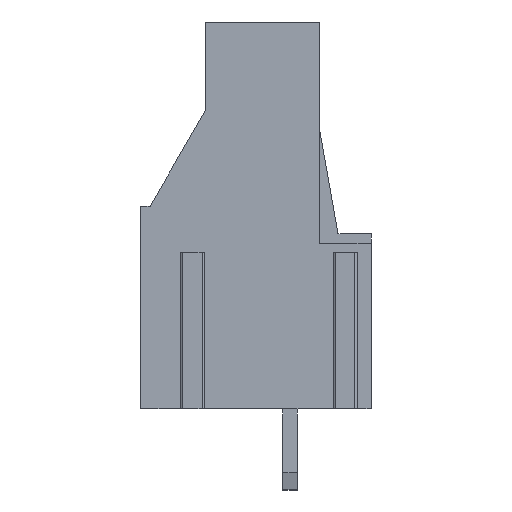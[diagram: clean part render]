
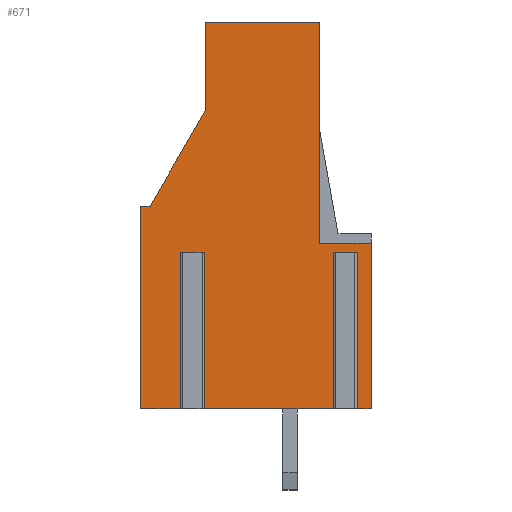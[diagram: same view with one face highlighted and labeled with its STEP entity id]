
A CAD part, front view. The second image highlights one B-rep face of the part: STEP entity #671.
In plain terms, the highlighted planar face has unit normal (0, -1, 0).
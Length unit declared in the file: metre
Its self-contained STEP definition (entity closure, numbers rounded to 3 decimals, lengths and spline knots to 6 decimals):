
#671=ADVANCED_FACE('',(#1357),#1358,.F.);
#1357=FACE_OUTER_BOUND('',#2039,.T.);
#1358=PLANE('',#2040);
#2039=EDGE_LOOP('',(#4082,#4083,#4084,#4085,#4086,#4087,#4088,#4089,#4090,#4091,#4092,#4093,#4094,#4095,#4096,#4097,#4098));
#2040=AXIS2_PLACEMENT_3D('',#4099,#4100,#4101);
#4082=ORIENTED_EDGE('',*,*,#4754,.F.);
#4083=ORIENTED_EDGE('',*,*,#4470,.F.);
#4084=ORIENTED_EDGE('',*,*,#4473,.F.);
#4085=ORIENTED_EDGE('',*,*,#4454,.F.);
#4086=ORIENTED_EDGE('',*,*,#4932,.F.);
#4087=ORIENTED_EDGE('',*,*,#4897,.F.);
#4088=ORIENTED_EDGE('',*,*,#4944,.T.);
#4089=ORIENTED_EDGE('',*,*,#4446,.F.);
#4090=ORIENTED_EDGE('',*,*,#4609,.F.);
#4091=ORIENTED_EDGE('',*,*,#4893,.F.);
#4092=ORIENTED_EDGE('',*,*,#4611,.T.);
#4093=ORIENTED_EDGE('',*,*,#4438,.F.);
#4094=ORIENTED_EDGE('',*,*,#4484,.F.);
#4095=ORIENTED_EDGE('',*,*,#4636,.F.);
#4096=ORIENTED_EDGE('',*,*,#4757,.F.);
#4097=ORIENTED_EDGE('',*,*,#4762,.F.);
#4098=ORIENTED_EDGE('',*,*,#4466,.F.);
#4099=CARTESIAN_POINT('',(0.379102,0.057782,0.1561));
#4100=DIRECTION('',(0.,1.0,0.));
#4101=DIRECTION('',(-1.0,0.,0.));
#4438=EDGE_CURVE('',#5422,#5424,#5425,.T.);
#4446=EDGE_CURVE('',#5438,#5440,#5441,.T.);
#4454=EDGE_CURVE('',#5454,#5456,#5457,.T.);
#4466=EDGE_CURVE('',#5476,#5478,#5479,.T.);
#4470=EDGE_CURVE('',#5482,#5484,#5485,.T.);
#4473=EDGE_CURVE('',#5456,#5482,#5488,.T.);
#4484=EDGE_CURVE('',#5506,#5422,#5508,.T.);
#4609=EDGE_CURVE('',#5678,#5438,#5680,.T.);
#4611=EDGE_CURVE('',#5682,#5424,#5683,.T.);
#4636=EDGE_CURVE('',#5721,#5506,#5723,.T.);
#4754=EDGE_CURVE('',#5484,#5476,#5897,.T.);
#4757=EDGE_CURVE('',#5899,#5721,#5901,.T.);
#4762=EDGE_CURVE('',#5478,#5899,#5908,.T.);
#4893=EDGE_CURVE('',#5682,#5678,#6090,.T.);
#4897=EDGE_CURVE('',#6094,#6096,#6097,.T.);
#4932=EDGE_CURVE('',#6096,#5454,#6147,.T.);
#4944=EDGE_CURVE('',#6094,#5440,#6159,.T.);
#5422=VERTEX_POINT('',#6857);
#5424=VERTEX_POINT('',#6860);
#5425=LINE('',#6861,#6862);
#5438=VERTEX_POINT('',#6878);
#5440=VERTEX_POINT('',#6880);
#5441=LINE('',#6881,#6882);
#5454=VERTEX_POINT('',#6898);
#5456=VERTEX_POINT('',#6900);
#5457=LINE('',#6901,#6902);
#5476=VERTEX_POINT('',#6930);
#5478=VERTEX_POINT('',#6933);
#5479=LINE('',#6934,#6935);
#5482=VERTEX_POINT('',#6939);
#5484=VERTEX_POINT('',#6942);
#5485=LINE('',#6943,#6944);
#5488=LINE('',#6948,#6949);
#5506=VERTEX_POINT('',#6975);
#5508=LINE('',#6978,#6979);
#5678=VERTEX_POINT('',#7216);
#5680=LINE('',#7218,#7219);
#5682=VERTEX_POINT('',#7221);
#5683=LINE('',#7222,#7223);
#5721=VERTEX_POINT('',#7278);
#5723=LINE('',#7281,#7282);
#5897=LINE('',#7531,#7532);
#5899=VERTEX_POINT('',#7534);
#5901=LINE('',#7537,#7538);
#5908=LINE('',#7548,#7549);
#6090=LINE('',#7803,#7804);
#6094=VERTEX_POINT('',#7809);
#6096=VERTEX_POINT('',#7811);
#6097=LINE('',#7812,#7813);
#6147=LINE('',#7883,#7884);
#6159=LINE('',#7901,#7902);
#6857=CARTESIAN_POINT('',(0.263454,0.057782,-0.02079));
#6860=CARTESIAN_POINT('',(0.262609,0.057782,-0.02079));
#6861=CARTESIAN_POINT('',(0.250954,0.057782,-0.02079));
#6862=VECTOR('',#8211,1.0);
#6878=CARTESIAN_POINT('',(0.261499,0.057782,-0.02079));
#6880=CARTESIAN_POINT('',(0.254309,0.057782,-0.02079));
#6881=CARTESIAN_POINT('',(0.250954,0.057782,-0.02079));
#6882=VECTOR('',#8227,1.0);
#6898=CARTESIAN_POINT('',(0.253199,0.057782,-0.02079));
#6900=CARTESIAN_POINT('',(0.250954,0.057782,-0.02079));
#6901=CARTESIAN_POINT('',(0.250954,0.057782,-0.02079));
#6902=VECTOR('',#8243,1.0);
#6930=CARTESIAN_POINT('',(0.254454,0.057782,-0.004594));
#6933=CARTESIAN_POINT('',(0.254454,0.057782,0.00021));
#6934=CARTESIAN_POINT('',(0.254454,0.057782,0.00021));
#6935=VECTOR('',#8254,1.0);
#6939=CARTESIAN_POINT('',(0.250954,0.057782,-0.00979));
#6942=CARTESIAN_POINT('',(0.251454,0.057782,-0.00979));
#6943=CARTESIAN_POINT('',(0.251454,0.057782,-0.00979));
#6944=VECTOR('',#8257,1.0);
#6948=CARTESIAN_POINT('',(0.250954,0.057782,-0.00979));
#6949=VECTOR('',#8259,1.0);
#6975=CARTESIAN_POINT('',(0.263454,0.057782,-0.01179));
#6978=CARTESIAN_POINT('',(0.263454,0.057782,-0.02079));
#6979=VECTOR('',#8269,1.0);
#7216=CARTESIAN_POINT('',(0.261499,0.057782,-0.01229));
#7218=CARTESIAN_POINT('',(0.261499,0.057782,-0.01229));
#7219=VECTOR('',#8394,1.0);
#7221=CARTESIAN_POINT('',(0.262609,0.057782,-0.01229));
#7222=CARTESIAN_POINT('',(0.262609,0.057782,-0.01229));
#7223=VECTOR('',#8395,1.0);
#7278=CARTESIAN_POINT('',(0.260654,0.057782,-0.01179));
#7281=CARTESIAN_POINT('',(0.379102,0.057782,-0.01179));
#7282=VECTOR('',#8417,1.0);
#7531=CARTESIAN_POINT('',(0.254454,0.057782,-0.004594));
#7532=VECTOR('',#8523,1.0);
#7534=CARTESIAN_POINT('',(0.260654,0.057782,0.00021));
#7537=CARTESIAN_POINT('',(0.260654,0.057782,-0.005619));
#7538=VECTOR('',#8525,1.0);
#7548=CARTESIAN_POINT('',(0.260654,0.057782,0.00021));
#7549=VECTOR('',#8529,1.0);
#7803=CARTESIAN_POINT('',(0.261499,0.057782,-0.01229));
#7804=VECTOR('',#8647,1.0);
#7809=CARTESIAN_POINT('',(0.254309,0.057782,-0.01229));
#7811=CARTESIAN_POINT('',(0.253199,0.057782,-0.01229));
#7812=CARTESIAN_POINT('',(0.253199,0.057782,-0.01229));
#7813=VECTOR('',#8652,1.0);
#7883=CARTESIAN_POINT('',(0.253199,0.057782,-0.01229));
#7884=VECTOR('',#8682,1.0);
#7901=CARTESIAN_POINT('',(0.254309,0.057782,-0.01229));
#7902=VECTOR('',#8688,1.0);
#8211=DIRECTION('',(-1.0,0.,0.));
#8227=DIRECTION('',(-1.0,0.,0.));
#8243=DIRECTION('',(-1.0,0.,0.));
#8254=DIRECTION('',(0.,0.,1.0));
#8257=DIRECTION('',(1.0,0.,0.));
#8259=DIRECTION('',(0.,0.,1.0));
#8269=DIRECTION('',(0.,0.,-1.0));
#8394=DIRECTION('',(0.,0.0,-1.0));
#8395=DIRECTION('',(0.,0.0,-1.0));
#8417=DIRECTION('',(1.0,0.,0.));
#8523=DIRECTION('',(0.5,0.,0.866));
#8525=DIRECTION('',(0.,0.,-1.0));
#8529=DIRECTION('',(1.0,0.,0.));
#8647=DIRECTION('',(-1.0,0.0,0.0));
#8652=DIRECTION('',(-1.0,0.0,0.0));
#8682=DIRECTION('',(0.,0.0,-1.0));
#8688=DIRECTION('',(0.,0.0,-1.0));
